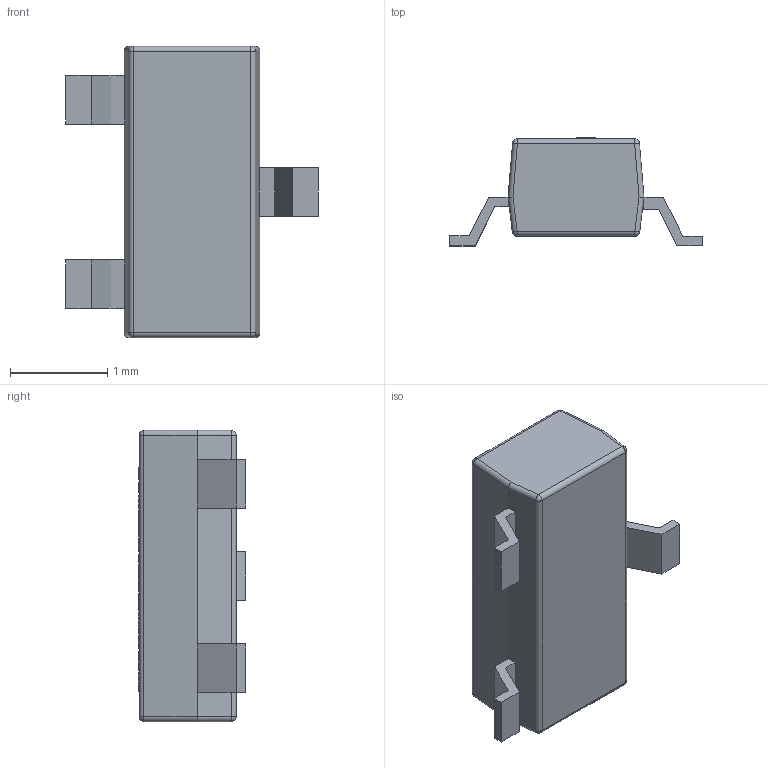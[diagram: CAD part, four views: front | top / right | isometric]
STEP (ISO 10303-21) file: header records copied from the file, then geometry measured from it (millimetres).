
FILE_DESCRIPTION (( 'STEP AP214' ), '1' );
FILE_NAME ('CDSOT23-SM712.STEP', '2014-01-08T07:24:58', ( 'BT_YANFB_XUJUNRAN' ), ( '' ), 'SwSTEP 2.0', 'SolidWorks 2010', '' );
FILE_SCHEMA (( 'AUTOMOTIVE_DESIGN' ));
Length unit declared in the file: millimetre
Products named in the file (4): BAT54-Diode; BAT54-Diode-1; BAT54-Diode-0; CDSOT23-SM712
Assembly tree (3 placements, depth 2):
  CDSOT23-SM712
    BAT54-Diode
    BAT54-Diode-1
    BAT54-Diode-0
Bounding box: 2.6 x 1.11 x 3 mm (x, y, z)
Volume: 4.2 mm3; surface area: 19.6 mm2
Topology: 4 solids, 4 shells, 307 faces, 832 edges, 540 vertices
Faces by surface type: plane 150, bspline 133, cylinder 16, sphere 8
Entity records: 19501 total; most frequent: CARTESIAN_POINT 12096, ORIENTED_EDGE 1648, DIRECTION 938, EDGE_CURVE 824, VERTEX_POINT 540, LINE 530, VECTOR 530, EDGE_LOOP 322
